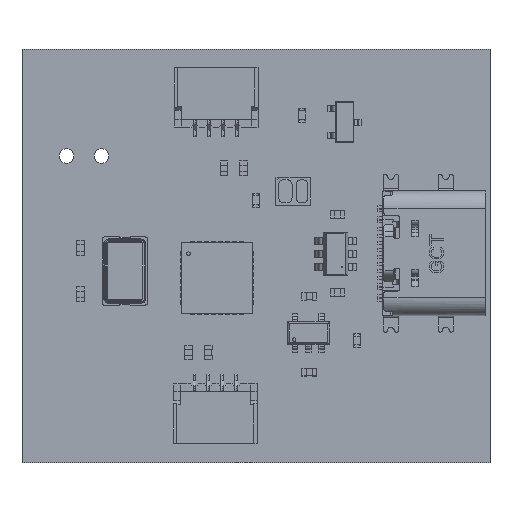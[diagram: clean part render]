
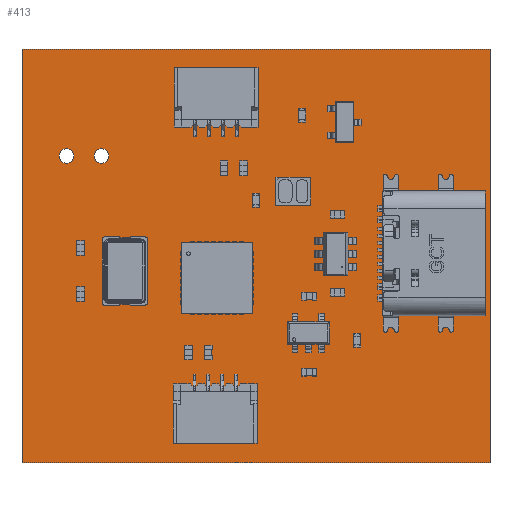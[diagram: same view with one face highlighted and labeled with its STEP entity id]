
A CAD part, top view. The second image highlights one B-rep face of the part: STEP entity #413.
In plain terms, the highlighted planar face has unit normal (0, 0, 1).
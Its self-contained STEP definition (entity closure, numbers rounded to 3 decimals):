
#140 = VERTEX_POINT('',#141);
#141 = CARTESIAN_POINT('',(0.,0.,0.411));
#147 = EDGE_CURVE('',#140,#148,#150,.T.);
#148 = VERTEX_POINT('',#149);
#149 = CARTESIAN_POINT('',(0.,29.591,0.411));
#150 = LINE('',#151,#152);
#151 = CARTESIAN_POINT('',(0.,0.,0.411));
#152 = VECTOR('',#153,1.);
#153 = DIRECTION('',(0.,1.,0.));
#178 = EDGE_CURVE('',#148,#179,#181,.T.);
#179 = VERTEX_POINT('',#180);
#180 = CARTESIAN_POINT('',(33.528,29.591,0.411));
#181 = LINE('',#182,#183);
#182 = CARTESIAN_POINT('',(0.,29.591,0.411));
#183 = VECTOR('',#184,1.);
#184 = DIRECTION('',(1.,0.,0.));
#209 = EDGE_CURVE('',#179,#210,#212,.T.);
#210 = VERTEX_POINT('',#211);
#211 = CARTESIAN_POINT('',(33.528,0.,0.411));
#212 = LINE('',#213,#214);
#213 = CARTESIAN_POINT('',(33.528,29.591,0.411));
#214 = VECTOR('',#215,1.);
#215 = DIRECTION('',(0.,-1.,0.));
#240 = EDGE_CURVE('',#210,#140,#241,.T.);
#241 = LINE('',#242,#243);
#242 = CARTESIAN_POINT('',(33.528,0.,0.411));
#243 = VECTOR('',#244,1.);
#244 = DIRECTION('',(-1.,0.,0.));
#264 = VERTEX_POINT('',#265);
#265 = CARTESIAN_POINT('',(6.22,21.954,0.411));
#271 = EDGE_CURVE('',#264,#264,#272,.T.);
#272 = CIRCLE('',#273,0.525);
#273 = AXIS2_PLACEMENT_3D('',#274,#275,#276);
#274 = CARTESIAN_POINT('',(5.695,21.954,0.411));
#275 = DIRECTION('',(0.,0.,1.));
#276 = DIRECTION('',(1.,0.,-0.));
#297 = VERTEX_POINT('',#298);
#298 = CARTESIAN_POINT('',(3.72,21.954,0.411));
#304 = EDGE_CURVE('',#297,#297,#305,.T.);
#305 = CIRCLE('',#306,0.525);
#306 = AXIS2_PLACEMENT_3D('',#307,#308,#309);
#307 = CARTESIAN_POINT('',(3.195,21.954,0.411));
#308 = DIRECTION('',(0.,0.,1.));
#309 = DIRECTION('',(1.,0.,-0.));
#330 = VERTEX_POINT('',#331);
#331 = CARTESIAN_POINT('',(27.249,12.096,0.411));
#337 = EDGE_CURVE('',#330,#330,#338,.T.);
#338 = CIRCLE('',#339,0.325);
#339 = AXIS2_PLACEMENT_3D('',#340,#341,#342);
#340 = CARTESIAN_POINT('',(26.924,12.096,0.411));
#341 = DIRECTION('',(0.,0.,1.));
#342 = DIRECTION('',(1.,0.,-0.));
#363 = VERTEX_POINT('',#364);
#364 = CARTESIAN_POINT('',(27.249,17.876,0.411));
#370 = EDGE_CURVE('',#363,#363,#371,.T.);
#371 = CIRCLE('',#372,0.325);
#372 = AXIS2_PLACEMENT_3D('',#373,#374,#375);
#373 = CARTESIAN_POINT('',(26.924,17.876,0.411));
#374 = DIRECTION('',(0.,0.,1.));
#375 = DIRECTION('',(1.,0.,-0.));
#413 = ADVANCED_FACE('',(#414,#420,#423,#426,#429),#432,.F.);
#414 = FACE_BOUND('',#415,.F.);
#415 = EDGE_LOOP('',(#416,#417,#418,#419));
#416 = ORIENTED_EDGE('',*,*,#147,.T.);
#417 = ORIENTED_EDGE('',*,*,#178,.T.);
#418 = ORIENTED_EDGE('',*,*,#209,.T.);
#419 = ORIENTED_EDGE('',*,*,#240,.T.);
#420 = FACE_BOUND('',#421,.F.);
#421 = EDGE_LOOP('',(#422));
#422 = ORIENTED_EDGE('',*,*,#271,.T.);
#423 = FACE_BOUND('',#424,.F.);
#424 = EDGE_LOOP('',(#425));
#425 = ORIENTED_EDGE('',*,*,#304,.T.);
#426 = FACE_BOUND('',#427,.F.);
#427 = EDGE_LOOP('',(#428));
#428 = ORIENTED_EDGE('',*,*,#337,.T.);
#429 = FACE_BOUND('',#430,.F.);
#430 = EDGE_LOOP('',(#431));
#431 = ORIENTED_EDGE('',*,*,#370,.T.);
#432 = PLANE('',#433);
#433 = AXIS2_PLACEMENT_3D('',#434,#435,#436);
#434 = CARTESIAN_POINT('',(16.764,14.795,0.411));
#435 = DIRECTION('',(-0.,-0.,-1.));
#436 = DIRECTION('',(-1.,0.,0.));
